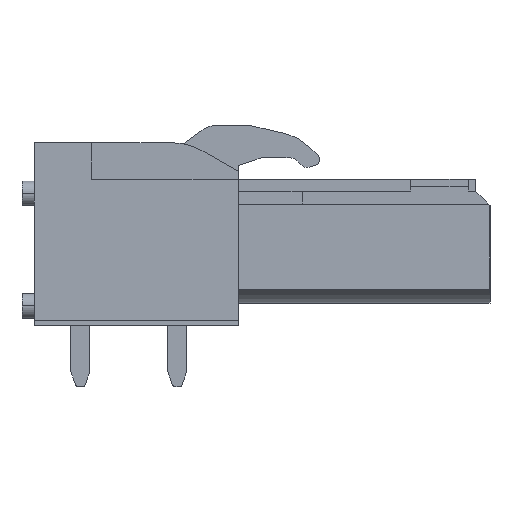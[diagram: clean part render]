
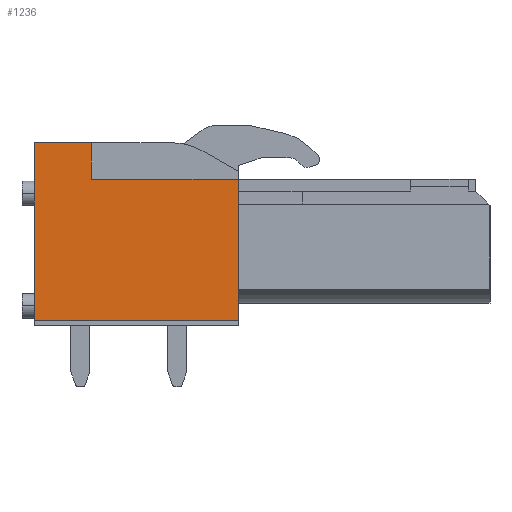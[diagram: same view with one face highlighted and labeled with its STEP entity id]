
A CAD part, left-side view. The second image highlights one B-rep face of the part: STEP entity #1236.
In plain terms, the highlighted planar face has unit normal (-1, 0, 0).
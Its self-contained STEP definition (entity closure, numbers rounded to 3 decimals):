
#1193=AXIS2_PLACEMENT_3D('Plane Axis2P3D',#1190,#1191,#1192) ;
#1168=CARTESIAN_POINT('Vertex',(0.,13.2,3.5)) ;
#1171=CARTESIAN_POINT('Line Origine',(0.,18.55,3.5)) ;
#1175=CARTESIAN_POINT('Vertex',(0.,23.9,3.5)) ;
#1190=CARTESIAN_POINT('Axis2P3D Location',(0.,0.,0.)) ;
#1195=CARTESIAN_POINT('Line Origine',(0.,13.2,7.2)) ;
#1199=CARTESIAN_POINT('Vertex',(0.,13.2,10.9)) ;
#1202=CARTESIAN_POINT('Line Origine',(0.,17.05,10.9)) ;
#1206=CARTESIAN_POINT('Vertex',(0.,20.9,10.9)) ;
#1209=CARTESIAN_POINT('Line Origine',(0.,20.9,11.85)) ;
#1213=CARTESIAN_POINT('Vertex',(0.,20.9,12.8)) ;
#1216=CARTESIAN_POINT('Line Origine',(0.,22.4,12.8)) ;
#1220=CARTESIAN_POINT('Vertex',(0.,23.9,12.8)) ;
#1223=CARTESIAN_POINT('Line Origine',(0.,23.9,8.15)) ;
#1172=DIRECTION('Vector Direction',(0.,-1.,0.)) ;
#1191=DIRECTION('Axis2P3D Direction',(-1.,0.,0.)) ;
#1192=DIRECTION('Axis2P3D XDirection',(0.,-1.,0.)) ;
#1196=DIRECTION('Vector Direction',(0.,0.,1.)) ;
#1203=DIRECTION('Vector Direction',(0.,-1.,0.)) ;
#1210=DIRECTION('Vector Direction',(0.,0.,1.)) ;
#1217=DIRECTION('Vector Direction',(0.,-1.,0.)) ;
#1224=DIRECTION('Vector Direction',(0.,0.,1.)) ;
#1173=VECTOR('Line Direction',#1172,1.) ;
#1197=VECTOR('Line Direction',#1196,1.) ;
#1204=VECTOR('Line Direction',#1203,1.) ;
#1211=VECTOR('Line Direction',#1210,1.) ;
#1218=VECTOR('Line Direction',#1217,1.) ;
#1225=VECTOR('Line Direction',#1224,1.) ;
#1229=ORIENTED_EDGE('',*,*,#1177,.T.) ;
#1230=ORIENTED_EDGE('',*,*,#1201,.T.) ;
#1231=ORIENTED_EDGE('',*,*,#1208,.T.) ;
#1232=ORIENTED_EDGE('',*,*,#1215,.T.) ;
#1233=ORIENTED_EDGE('',*,*,#1222,.T.) ;
#1234=ORIENTED_EDGE('',*,*,#1227,.T.) ;
#1236=ADVANCED_FACE('HOUSING',(#1235),#1194,.T.) ;
#1177=EDGE_CURVE('',#1176,#1169,#1174,.T.) ;
#1201=EDGE_CURVE('',#1169,#1200,#1198,.T.) ;
#1208=EDGE_CURVE('',#1200,#1207,#1205,.F.) ;
#1215=EDGE_CURVE('',#1207,#1214,#1212,.T.) ;
#1222=EDGE_CURVE('',#1214,#1221,#1219,.F.) ;
#1227=EDGE_CURVE('',#1221,#1176,#1226,.F.) ;
#1228=EDGE_LOOP('',(#1229,#1230,#1231,#1232,#1233,#1234)) ;
#1235=FACE_OUTER_BOUND('',#1228,.T.) ;
#1174=LINE('Line',#1171,#1173) ;
#1198=LINE('Line',#1195,#1197) ;
#1205=LINE('Line',#1202,#1204) ;
#1212=LINE('Line',#1209,#1211) ;
#1219=LINE('Line',#1216,#1218) ;
#1226=LINE('Line',#1223,#1225) ;
#1194=PLANE('',#1193) ;
#1169=VERTEX_POINT('',#1168) ;
#1176=VERTEX_POINT('',#1175) ;
#1200=VERTEX_POINT('',#1199) ;
#1207=VERTEX_POINT('',#1206) ;
#1214=VERTEX_POINT('',#1213) ;
#1221=VERTEX_POINT('',#1220) ;
